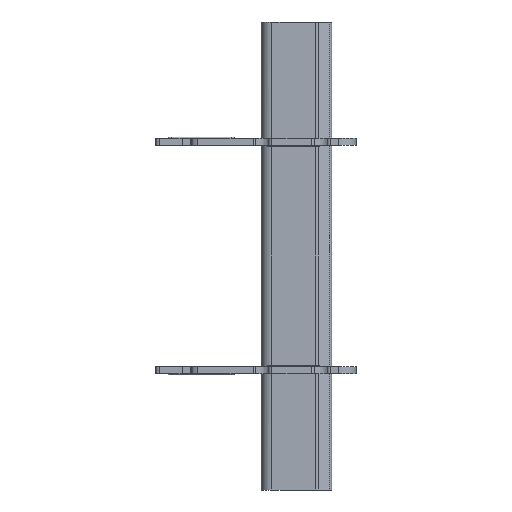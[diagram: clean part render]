
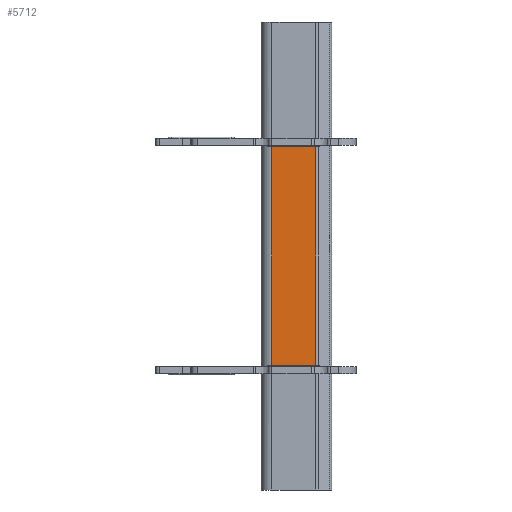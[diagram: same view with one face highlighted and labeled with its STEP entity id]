
A CAD part, left-side view. The second image highlights one B-rep face of the part: STEP entity #5712.
In plain terms, the highlighted planar face has unit normal (-1, 0, 0).
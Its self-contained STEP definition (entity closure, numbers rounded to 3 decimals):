
#336=DIRECTION('',(0.,0.,-1.));
#337=VECTOR('',#336,62.);
#338=CARTESIAN_POINT('',(-3.,-3.,31.));
#339=LINE('',#338,#337);
#343=CARTESIAN_POINT('',(-3.,-3.,-31.));
#540=CARTESIAN_POINT('',(-3.,-3.,31.));
#570=DIRECTION('',(0.,1.,0.));
#571=VECTOR('',#570,12.5);
#572=CARTESIAN_POINT('',(-3.,-15.5,31.));
#573=LINE('',#572,#571);
#585=DIRECTION('',(0.,0.,1.));
#586=VECTOR('',#585,62.);
#587=CARTESIAN_POINT('',(-3.,-15.5,-31.));
#588=LINE('',#587,#586);
#599=DIRECTION('',(0.,1.,0.));
#600=VECTOR('',#599,12.5);
#601=CARTESIAN_POINT('',(-3.,-15.5,-31.));
#602=LINE('',#601,#600);
#4664=VERTEX_POINT('',#343);
#4666=CARTESIAN_POINT('',(-3.,-15.5,-31.));
#4667=VERTEX_POINT('',#4666);
#4688=VERTEX_POINT('',#540);
#4998=CARTESIAN_POINT('',(-3.,-15.5,31.));
#4999=VERTEX_POINT('',#4998);
#5701=CARTESIAN_POINT('',(-3.,-3.,-66.5));
#5702=DIRECTION('',(-1.,0.,0.));
#5703=DIRECTION('',(0.,-1.,0.));
#5704=AXIS2_PLACEMENT_3D('',#5701,#5702,#5703);
#5705=PLANE('',#5704);
#5706=ORIENTED_EDGE('',*,*,#5381,.T.);
#5707=ORIENTED_EDGE('',*,*,#5429,.F.);
#5708=ORIENTED_EDGE('',*,*,#5669,.F.);
#5709=ORIENTED_EDGE('',*,*,#5687,.F.);
#5710=EDGE_LOOP('',(#5706,#5707,#5708,#5709));
#5711=FACE_OUTER_BOUND('',#5710,.F.);
#5381=EDGE_CURVE('',#4667,#4664,#602,.T.);
#5429=EDGE_CURVE('',#4688,#4664,#339,.T.);
#5669=EDGE_CURVE('',#4999,#4688,#573,.T.);
#5687=EDGE_CURVE('',#4667,#4999,#588,.T.);
#5712=ADVANCED_FACE('',(#5711),#5705,.T.);
